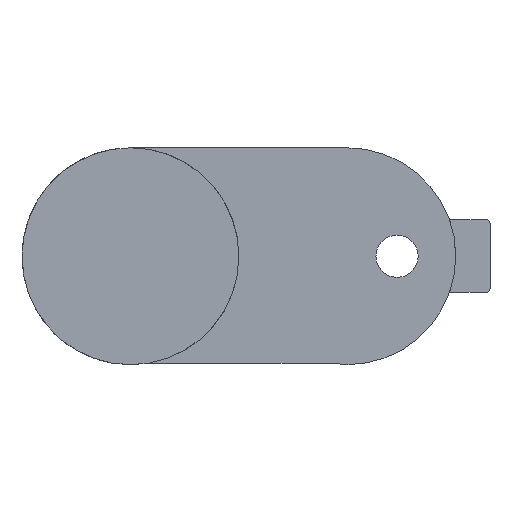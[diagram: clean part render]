
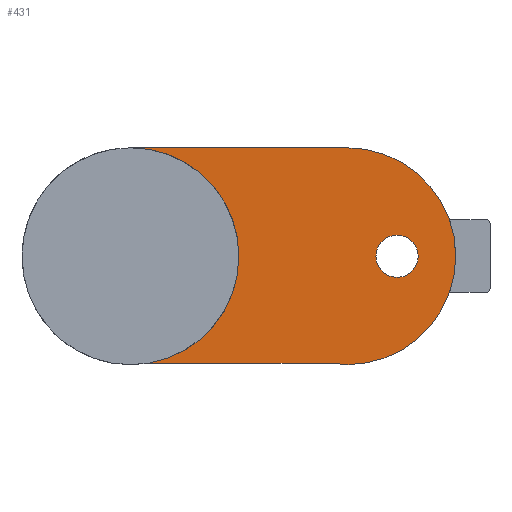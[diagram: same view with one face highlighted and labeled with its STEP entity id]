
A CAD part, left-side view. The second image highlights one B-rep face of the part: STEP entity #431.
In plain terms, the highlighted face is planar.
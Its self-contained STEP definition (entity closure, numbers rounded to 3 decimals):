
#31=FACE_BOUND('',#107,.T.);
#38=CIRCLE('',#469,9.);
#47=CIRCLE('',#485,9.);
#48=CIRCLE('',#486,1.75);
#80=FACE_OUTER_BOUND('',#106,.T.);
#106=EDGE_LOOP('',(#330,#331,#332,#333,#334,#335));
#107=EDGE_LOOP('',(#336));
#128=LINE('',#675,#161);
#130=LINE('',#681,#163);
#137=LINE('',#727,#170);
#140=LINE('',#732,#173);
#161=VECTOR('',#531,10.);
#163=VECTOR('',#535,10.);
#170=VECTOR('',#572,10.);
#173=VECTOR('',#577,10.);
#192=VERTEX_POINT('',#669);
#194=VERTEX_POINT('',#673);
#195=VERTEX_POINT('',#677);
#197=VERTEX_POINT('',#680);
#199=VERTEX_POINT('',#686);
#209=VERTEX_POINT('',#726);
#211=VERTEX_POINT('',#736);
#232=EDGE_CURVE('',#192,#194,#128,.T.);
#234=EDGE_CURVE('',#197,#195,#130,.T.);
#237=EDGE_CURVE('',#199,#197,#38,.T.);
#252=EDGE_CURVE('',#194,#209,#137,.T.);
#255=EDGE_CURVE('',#209,#199,#140,.T.);
#257=EDGE_CURVE('',#192,#195,#47,.T.);
#258=EDGE_CURVE('',#211,#211,#48,.T.);
#330=ORIENTED_EDGE('',*,*,#237,.T.);
#331=ORIENTED_EDGE('',*,*,#234,.T.);
#332=ORIENTED_EDGE('',*,*,#257,.F.);
#333=ORIENTED_EDGE('',*,*,#232,.T.);
#334=ORIENTED_EDGE('',*,*,#252,.T.);
#335=ORIENTED_EDGE('',*,*,#255,.T.);
#336=ORIENTED_EDGE('',*,*,#258,.T.);
#415=PLANE('',#484);
#431=ADVANCED_FACE('',(#80,#31),#415,.F.);
#469=AXIS2_PLACEMENT_3D('',#687,#540,#541);
#484=AXIS2_PLACEMENT_3D('',#734,#579,#580);
#485=AXIS2_PLACEMENT_3D('',#735,#581,#582);
#486=AXIS2_PLACEMENT_3D('',#737,#583,#584);
#531=DIRECTION('',(1.,0.,0.));
#535=DIRECTION('',(0.,-1.,0.));
#540=DIRECTION('center_axis',(0.,0.,
-1.));
#541=DIRECTION('ref_axis',(-1.,0.,0.));
#572=DIRECTION('',(0.,1.,0.));
#577=DIRECTION('',(-1.,0.,0.));
#579=DIRECTION('center_axis',(0.,0.,-1.));
#580=DIRECTION('ref_axis',(-1.,0.,0.));
#581=DIRECTION('center_axis',(0.,0.,-1.));
#582=DIRECTION('ref_axis',(-1.,0.,0.));
#583=DIRECTION('center_axis',(0.,0.,-1.));
#584=DIRECTION('ref_axis',(-1.,0.,0.));
#669=CARTESIAN_POINT('',(9.,-19.009,50.));
#673=CARTESIAN_POINT('',(9.037,-19.009,50.));
#675=CARTESIAN_POINT('',(-8.873,-19.009,50.));
#677=CARTESIAN_POINT('',(-8.873,-17.542,50.));
#680=CARTESIAN_POINT('',(-8.873,-2.558,50.));
#681=CARTESIAN_POINT('',(-8.873,-1.099,50.));
#686=CARTESIAN_POINT('',(9.,-1.099,50.));
#687=CARTESIAN_POINT('Origin',(0.,-1.05,50.));
#726=CARTESIAN_POINT('',(9.037,-1.099,50.));
#727=CARTESIAN_POINT('',(9.037,-19.009,50.));
#732=CARTESIAN_POINT('',(9.037,-1.099,50.));
#734=CARTESIAN_POINT('Origin',(0.,-19.05,50.));
#735=CARTESIAN_POINT('Origin',(0.,-19.05,50.));
#736=CARTESIAN_POINT('',(1.75,-23.178,50.));
#737=CARTESIAN_POINT('Origin',(0.,-23.178,50.));
